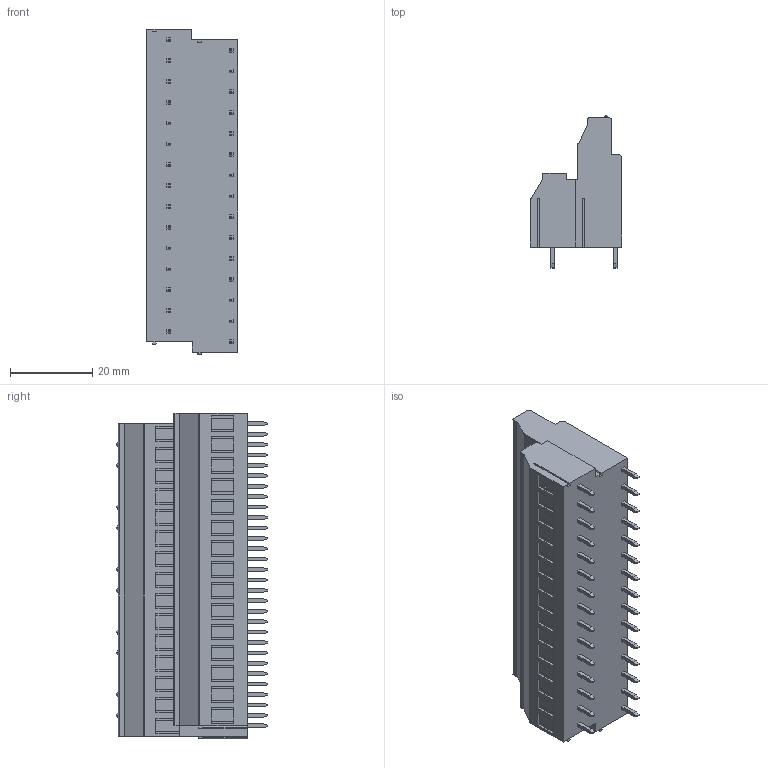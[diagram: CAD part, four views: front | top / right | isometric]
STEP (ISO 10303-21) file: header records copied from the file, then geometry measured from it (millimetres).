
FILE_DESCRIPTION((''),'2;1');
FILE_NAME('TL324VM2','2025-01-11T',('yanfa'),(''),'PRO/ENGINEER BY PARAMETRIC TECHNOLOGY CORPORATION, 2009280','PRO/ENGINEER BY PARAMETRIC TECHNOLOGY CORPORATION, 2009280','');
FILE_SCHEMA(('AUTOMOTIVE_DESIGN_CC2 { 1 2 10303 214 -1 1 5 2 }'));
Length unit declared in the file: millimetre
Products named in the file (1): TL324VM2
Bounding box: 22.3 x 37 x 79.34 mm (x, y, z)
Volume: 36881 mm3; surface area: 11475.4 mm2
Topology: 1 solids, 1 shells, 964 faces, 2597 edges, 1700 vertices
Faces by surface type: plane 749, cylinder 135, torus 60, sphere 20
Entity records: 30259 total; most frequent: CARTESIAN_POINT 5901, ORIENTED_EDGE 5154, DIRECTION 4875, EDGE_CURVE 2577, VECTOR 1967, LINE 1967, VERTEX_POINT 1700, AXIS2_PLACEMENT_3D 1454
